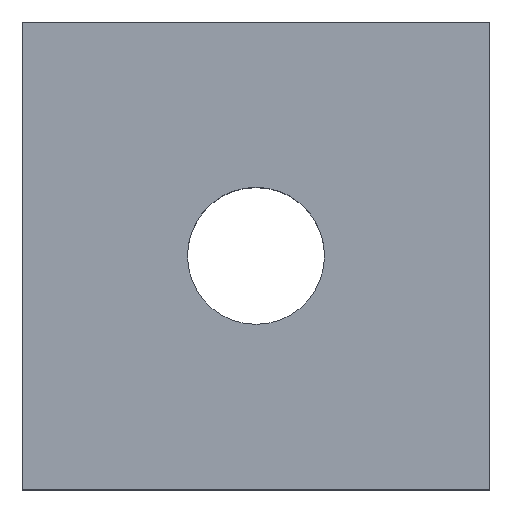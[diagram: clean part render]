
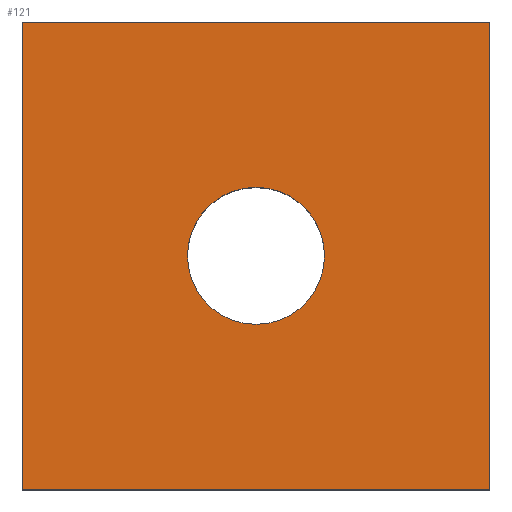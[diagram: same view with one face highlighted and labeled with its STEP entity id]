
A CAD part, top view. The second image highlights one B-rep face of the part: STEP entity #121.
In plain terms, the highlighted planar face has unit normal (0, 0, 1).
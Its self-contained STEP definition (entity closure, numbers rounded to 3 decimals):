
#13 = EDGE_LOOP ( 'NONE', ( #225, #185, #268, #228 ) ) ;
#17 = AXIS2_PLACEMENT_3D ( 'NONE', #232, #86, #233 ) ;
#18 = LINE ( 'NONE', #148, #66 ) ;
#19 = CARTESIAN_POINT ( 'NONE',  ( -5., 5., 4.4 ) ) ;
#21 = FACE_BOUND ( 'NONE', #95, .T. ) ;
#24 = CIRCLE ( 'NONE', #17, 1.465 ) ;
#32 = VERTEX_POINT ( 'NONE', #129 ) ;
#35 = EDGE_CURVE ( 'NONE', #184, #144, #24, .T. ) ;
#36 = CIRCLE ( 'NONE', #181, 1.465 ) ;
#51 = EDGE_CURVE ( 'NONE', #144, #184, #36, .T. ) ;
#65 = LINE ( 'NONE', #146, #78 ) ;
#66 = VECTOR ( 'NONE', #211, 1000. ) ;
#72 = CARTESIAN_POINT ( 'NONE',  ( -5., -5., 4.4 ) ) ;
#78 = VECTOR ( 'NONE', #230, 1000. ) ;
#83 = EDGE_CURVE ( 'NONE', #177, #119, #65, .T. ) ;
#85 = VERTEX_POINT ( 'NONE', #89 ) ;
#86 = DIRECTION ( 'NONE',  ( 0., 0., 1. ) ) ;
#89 = CARTESIAN_POINT ( 'NONE',  ( -5., -5., 4.4 ) ) ;
#90 = CARTESIAN_POINT ( 'NONE',  ( 0., 0., 4.4 ) ) ;
#95 = EDGE_LOOP ( 'NONE', ( #99, #162 ) ) ;
#99 = ORIENTED_EDGE ( 'NONE', *, *, #51, .F. ) ;
#100 = EDGE_CURVE ( 'NONE', #119, #85, #18, .T. ) ;
#119 = VERTEX_POINT ( 'NONE', #19 ) ;
#121 = ADVANCED_FACE ( 'NONE', ( #231, #21 ), #252, .F. ) ;
#129 = CARTESIAN_POINT ( 'NONE',  ( 5., -5., 4.4 ) ) ;
#136 = LINE ( 'NONE', #72, #160 ) ;
#144 = VERTEX_POINT ( 'NONE', #255 ) ;
#146 = CARTESIAN_POINT ( 'NONE',  ( -5., 5., 4.4 ) ) ;
#148 = CARTESIAN_POINT ( 'NONE',  ( -5., -5., 4.4 ) ) ;
#154 = EDGE_CURVE ( 'NONE', #85, #32, #136, .T. ) ;
#160 = VECTOR ( 'NONE', #178, 1000. ) ;
#162 = ORIENTED_EDGE ( 'NONE', *, *, #35, .F. ) ;
#170 = CARTESIAN_POINT ( 'NONE',  ( 0., 0., 4.4 ) ) ;
#173 = CARTESIAN_POINT ( 'NONE',  ( 1.465, 0., 4.4 ) ) ;
#177 = VERTEX_POINT ( 'NONE', #244 ) ;
#178 = DIRECTION ( 'NONE',  ( 1., 0., 0. ) ) ;
#181 = AXIS2_PLACEMENT_3D ( 'NONE', #90, #276, #250 ) ;
#184 = VERTEX_POINT ( 'NONE', #173 ) ;
#185 = ORIENTED_EDGE ( 'NONE', *, *, #83, .T. ) ;
#191 = LINE ( 'NONE', #221, #267 ) ;
#211 = DIRECTION ( 'NONE',  ( 0., -1., 0. ) ) ;
#218 = DIRECTION ( 'NONE',  ( -1., 0., 0. ) ) ;
#221 = CARTESIAN_POINT ( 'NONE',  ( 5., -5., 4.4 ) ) ;
#225 = ORIENTED_EDGE ( 'NONE', *, *, #235, .T. ) ;
#228 = ORIENTED_EDGE ( 'NONE', *, *, #154, .T. ) ;
#230 = DIRECTION ( 'NONE',  ( -1., 0., 0. ) ) ;
#231 = FACE_OUTER_BOUND ( 'NONE', #13, .T. ) ;
#232 = CARTESIAN_POINT ( 'NONE',  ( 0., 0., 4.4 ) ) ;
#233 = DIRECTION ( 'NONE',  ( 1., 0., 0. ) ) ;
#235 = EDGE_CURVE ( 'NONE', #32, #177, #191, .T. ) ;
#240 = AXIS2_PLACEMENT_3D ( 'NONE', #170, #253, #218 ) ;
#244 = CARTESIAN_POINT ( 'NONE',  ( 5., 5., 4.4 ) ) ;
#250 = DIRECTION ( 'NONE',  ( 1., 0., 0. ) ) ;
#252 = PLANE ( 'NONE',  #240 ) ;
#253 = DIRECTION ( 'NONE',  ( 0., 0., -1. ) ) ;
#255 = CARTESIAN_POINT ( 'NONE',  ( -1.465, 0., 4.4 ) ) ;
#262 = DIRECTION ( 'NONE',  ( 0., 1., 0. ) ) ;
#267 = VECTOR ( 'NONE', #262, 1000. ) ;
#268 = ORIENTED_EDGE ( 'NONE', *, *, #100, .T. ) ;
#276 = DIRECTION ( 'NONE',  ( 0., 0., 1. ) ) ;
